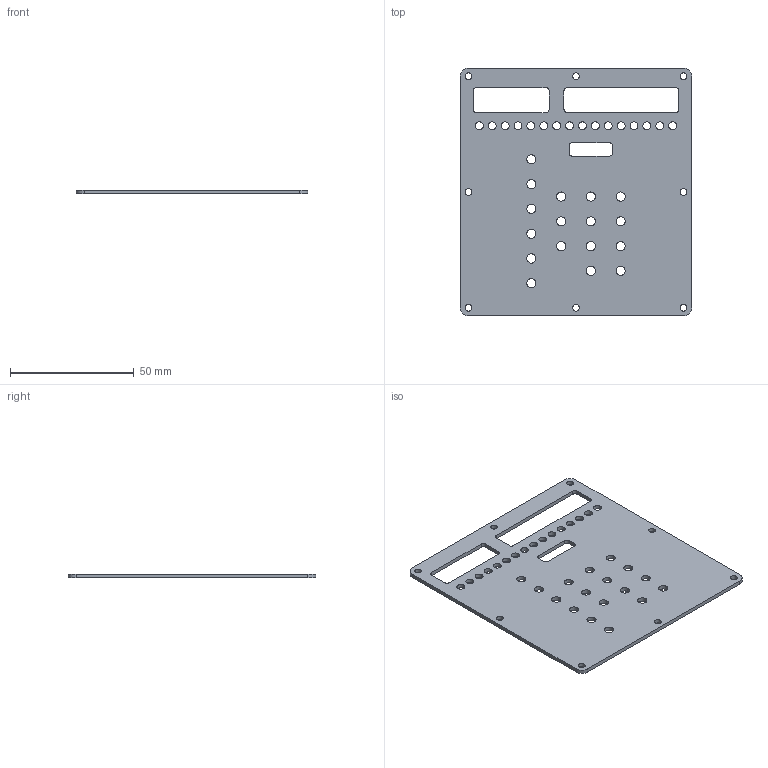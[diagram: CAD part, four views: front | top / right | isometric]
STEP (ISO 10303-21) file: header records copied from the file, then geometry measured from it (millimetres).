
FILE_DESCRIPTION(('FreeCAD Model'),'2;1');
FILE_NAME('front_panel_pcb.step','2018-07-08T17:31:56',('kicad StepUp'),('ksu MCAD' ),'Open CASCADE STEP processor 7.2','FreeCAD','Unknown');
FILE_SCHEMA(('AUTOMOTIVE_DESIGN { 1 0 10303 214 1 1 1 1 }'));
Length unit declared in the file: millimetre
Products named in the file (4): front_panel_pcb; Board_Geoms; Pcb; Step_Models
Assembly tree (3 placements, depth 3):
  front_panel_pcb
    Board_Geoms
      Pcb
    Step_Models
Bounding box: 93.34 x 100 x 1.6 mm (x, y, z)
Volume: 12971.2 mm3; surface area: 17878.9 mm2
Topology: 1 solids, 1 shells, 75 faces, 219 edges, 146 vertices
Faces by surface type: cylinder 57, plane 18
Full cylindrical faces by diameter (mm): 2.7 x8, 3.2 x16, 3.7 x17
Entity records: 2798 total; most frequent: DIRECTION 491, CARTESIAN_POINT 444, ORIENTED_EDGE 438, EDGE_CURVE 219, AXIS2_PLACEMENT_3D 193, FACE_BOUND 163, EDGE_LOOP 163, VERTEX_POINT 146
